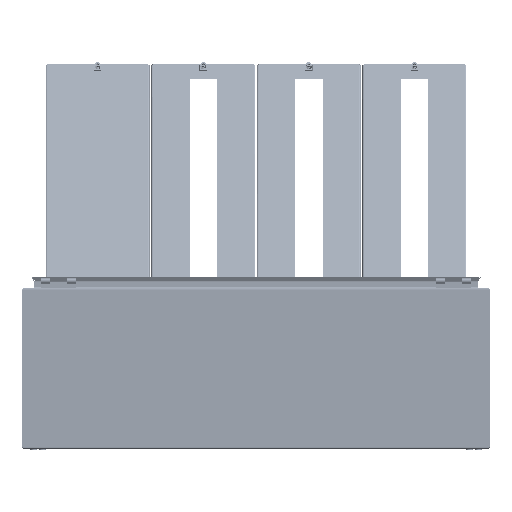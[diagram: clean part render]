
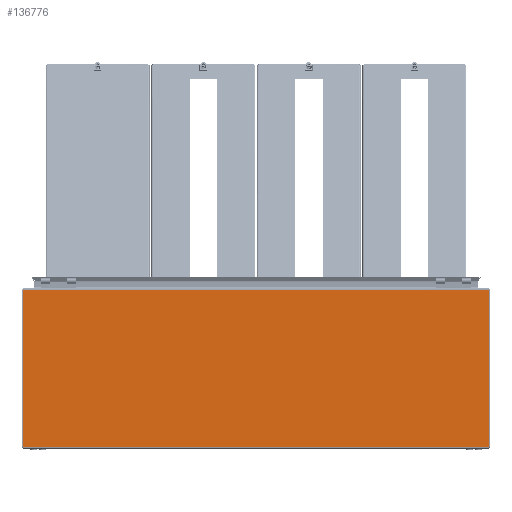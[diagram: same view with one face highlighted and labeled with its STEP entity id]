
A CAD part, front view. The second image highlights one B-rep face of the part: STEP entity #136776.
In plain terms, the highlighted planar face has unit normal (0, -1, 0).
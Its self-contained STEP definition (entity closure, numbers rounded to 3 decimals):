
#9087 = LINE ( 'NONE', #9105, #52563 ) ;
#9090 = LINE ( 'NONE', #9099, #52565 ) ;
#9093 = LINE ( 'NONE', #9111, #52561 ) ;
#9099 = CARTESIAN_POINT ( 'NONE',  ( 398.4, -300., 1.5 ) ) ;
#9101 = LINE ( 'NONE', #9122, #52559 ) ;
#9103 = DIRECTION ( 'NONE',  ( 0., 0., 1. ) ) ;
#9105 = CARTESIAN_POINT ( 'NONE',  ( -398.4, -300., 1.5 ) ) ;
#9109 = DIRECTION ( 'NONE',  ( 0., 0., 1. ) ) ;
#9111 = CARTESIAN_POINT ( 'NONE',  ( 397.793, -300., 270.5 ) ) ;
#9114 = DIRECTION ( 'NONE',  ( -1., 0., 0. ) ) ;
#9122 = CARTESIAN_POINT ( 'NONE',  ( -398.5, -300., 1.5 ) ) ;
#9127 = DIRECTION ( 'NONE',  ( -1., 0., 0. ) ) ;
#45307 = CARTESIAN_POINT ( 'NONE',  ( 398.4, -300., 270.5 ) ) ;
#48602 = CARTESIAN_POINT ( 'NONE',  ( 398.4, -300., 1.5 ) ) ;
#49726 = CARTESIAN_POINT ( 'NONE',  ( -398.4, -300., 270.5 ) ) ;
#49728 = CARTESIAN_POINT ( 'NONE',  ( -398.4, -300., 1.5 ) ) ;
#52559 = VECTOR ( 'NONE', #9127, 1000. ) ;
#52561 = VECTOR ( 'NONE', #9114, 1000. ) ;
#52563 = VECTOR ( 'NONE', #9109, 1000. ) ;
#52565 = VECTOR ( 'NONE', #9103, 1000. ) ;
#54118 = ORIENTED_EDGE ( 'NONE', *, *, #149470, .T. ) ;
#54120 = ORIENTED_EDGE ( 'NONE', *, *, #149469, .F. ) ;
#54122 = ORIENTED_EDGE ( 'NONE', *, *, #149472, .F. ) ;
#54123 = ORIENTED_EDGE ( 'NONE', *, *, #149468, .T. ) ;
#57330 = EDGE_LOOP ( 'NONE', ( #54118, #54120, #54122, #54123 ) ) ;
#79019 = VERTEX_POINT ( 'NONE', #49726 ) ;
#79020 = VERTEX_POINT ( 'NONE', #49728 ) ;
#79172 = VERTEX_POINT ( 'NONE', #48602 ) ;
#79742 = VERTEX_POINT ( 'NONE', #45307 ) ;
#87506 = DIRECTION ( 'NONE',  ( 0., 1., 0. ) ) ;
#87510 = DIRECTION ( 'NONE',  ( 0., 0., 1. ) ) ;
#89274 = CARTESIAN_POINT ( 'NONE',  ( -398.5, -300., 272. ) ) ;
#89281 = FACE_OUTER_BOUND ( 'NONE', #57330, .T. ) ;
#89283 = PLANE ( 'NONE',  #139052 ) ;
#136776 = ADVANCED_FACE ( 'NONE', ( #89281 ), #89283, .F. ) ;
#139052 = AXIS2_PLACEMENT_3D ( 'NONE', #89274, #87506, #87510 ) ;
#149468 = EDGE_CURVE ( 'NONE', #79172, #79742, #9090, .T. ) ;
#149469 = EDGE_CURVE ( 'NONE', #79020, #79019, #9087, .T. ) ;
#149470 = EDGE_CURVE ( 'NONE', #79742, #79019, #9093, .T. ) ;
#149472 = EDGE_CURVE ( 'NONE', #79172, #79020, #9101, .T. ) ;
